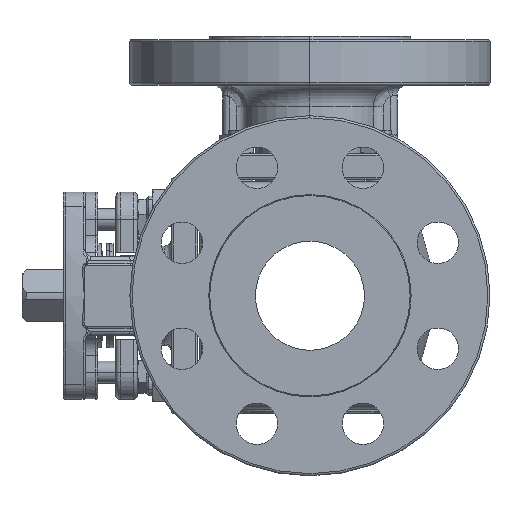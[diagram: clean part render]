
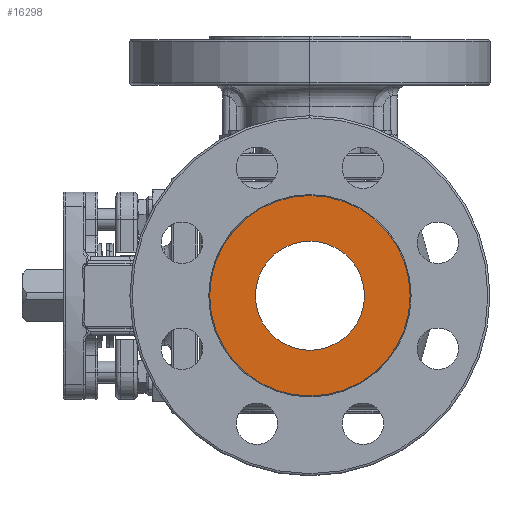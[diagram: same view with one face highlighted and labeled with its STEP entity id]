
A CAD part, left-side view. The second image highlights one B-rep face of the part: STEP entity #16298.
In plain terms, the highlighted planar face has unit normal (-1, 0, 0).
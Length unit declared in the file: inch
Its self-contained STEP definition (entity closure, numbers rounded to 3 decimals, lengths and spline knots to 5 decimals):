
#1669 = CIRCLE ( 'NONE', #33147, 0.98425 ) ;
#1868 = CARTESIAN_POINT ( 'NONE',  ( -4.685, 0., 0. ) ) ;
#3933 = EDGE_LOOP ( 'NONE', ( #52305, #5650 ) ) ;
#4252 = EDGE_CURVE ( 'NONE', #18534, #23311, #41728, .T. ) ;
#4363 = DIRECTION ( 'NONE',  ( 0., 0., -1. ) ) ;
#5650 = ORIENTED_EDGE ( 'NONE', *, *, #25406, .F. ) ;
#6406 = AXIS2_PLACEMENT_3D ( 'NONE', #40531, #31502, #39331 ) ;
#7466 = CARTESIAN_POINT ( 'NONE',  ( -4.685, 0., 0.98425 ) ) ;
#8560 = CARTESIAN_POINT ( 'NONE',  ( -4.685, 0., -1.80906 ) ) ;
#8634 = VERTEX_POINT ( 'NONE', #50923 ) ;
#9597 = DIRECTION ( 'NONE',  ( 1., 0., 0. ) ) ;
#10255 = AXIS2_PLACEMENT_3D ( 'NONE', #45354, #13967, #4363 ) ;
#11100 = DIRECTION ( 'NONE',  ( 1., 0., 0. ) ) ;
#13889 = ORIENTED_EDGE ( 'NONE', *, *, #25716, .T. ) ;
#13967 = DIRECTION ( 'NONE',  ( 1., 0., 0. ) ) ;
#16298 = ADVANCED_FACE ( 'NONE', ( #44929, #44602 ), #31394, .T. ) ;
#17095 = VERTEX_POINT ( 'NONE', #8560 ) ;
#18534 = VERTEX_POINT ( 'NONE', #7466 ) ;
#23279 = ORIENTED_EDGE ( 'NONE', *, *, #4252, .T. ) ;
#23311 = VERTEX_POINT ( 'NONE', #50373 ) ;
#25406 = EDGE_CURVE ( 'NONE', #8634, #17095, #34961, .T. ) ;
#25716 = EDGE_CURVE ( 'NONE', #23311, #18534, #1669, .T. ) ;
#25805 = EDGE_LOOP ( 'NONE', ( #13889, #23279 ) ) ;
#26345 = DIRECTION ( 'NONE',  ( 0., 0., 1. ) ) ;
#31141 = AXIS2_PLACEMENT_3D ( 'NONE', #1868, #11100, #37985 ) ;
#31394 = PLANE ( 'NONE',  #53723 ) ;
#31502 = DIRECTION ( 'NONE',  ( 1., 0., 0. ) ) ;
#33147 = AXIS2_PLACEMENT_3D ( 'NONE', #36437, #9597, #46333 ) ;
#34961 = CIRCLE ( 'NONE', #31141, 1.80906 ) ;
#36437 = CARTESIAN_POINT ( 'NONE',  ( -4.685, 0., 0. ) ) ;
#37985 = DIRECTION ( 'NONE',  ( 0., 0., -1. ) ) ;
#39331 = DIRECTION ( 'NONE',  ( 0., 0., -1. ) ) ;
#39792 = DIRECTION ( 'NONE',  ( -1., 0., 0. ) ) ;
#40531 = CARTESIAN_POINT ( 'NONE',  ( -4.685, 0., 0. ) ) ;
#41728 = CIRCLE ( 'NONE', #10255, 0.98425 ) ;
#42306 = EDGE_CURVE ( 'NONE', #17095, #8634, #45518, .T. ) ;
#44602 = FACE_OUTER_BOUND ( 'NONE', #3933, .T. ) ;
#44929 = FACE_BOUND ( 'NONE', #25805, .T. ) ;
#45354 = CARTESIAN_POINT ( 'NONE',  ( -4.685, 0., 0. ) ) ;
#45518 = CIRCLE ( 'NONE', #6406, 1.80906 ) ;
#46333 = DIRECTION ( 'NONE',  ( 0., 0., -1. ) ) ;
#50373 = CARTESIAN_POINT ( 'NONE',  ( -4.685, 0., -0.98425 ) ) ;
#50923 = CARTESIAN_POINT ( 'NONE',  ( -4.685, 0., 1.80906 ) ) ;
#52305 = ORIENTED_EDGE ( 'NONE', *, *, #42306, .F. ) ;
#53723 = AXIS2_PLACEMENT_3D ( 'NONE', #53834, #39792, #26345 ) ;
#53834 = CARTESIAN_POINT ( 'NONE',  ( -4.685, 1.80906, 0. ) ) ;
